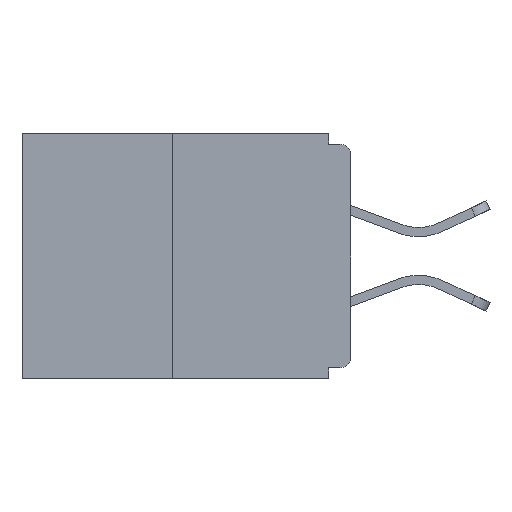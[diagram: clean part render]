
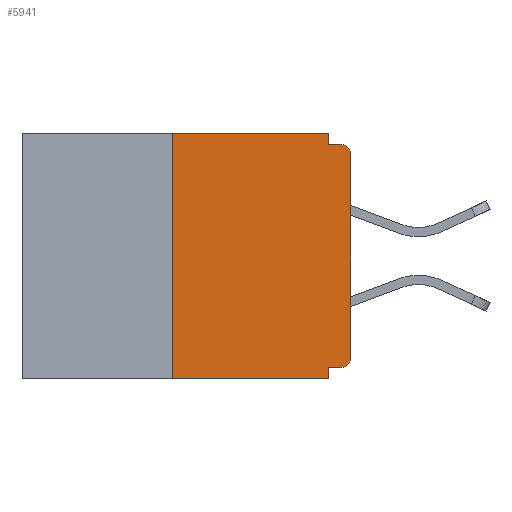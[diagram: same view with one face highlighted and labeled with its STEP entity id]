
A CAD part, left-side view. The second image highlights one B-rep face of the part: STEP entity #5941.
In plain terms, the highlighted planar face has unit normal (-1, 0, 0).
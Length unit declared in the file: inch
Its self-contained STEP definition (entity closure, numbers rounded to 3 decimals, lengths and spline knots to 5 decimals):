
#64 = LINE ( 'NONE', #8642, #11577 ) ;
#442 = VERTEX_POINT ( 'NONE', #7767 ) ;
#546 = ORIENTED_EDGE ( 'NONE', *, *, #8817, .T. ) ;
#552 = CIRCLE ( 'NONE', #10621, 0.015 ) ;
#588 = LINE ( 'NONE', #5027, #7751 ) ;
#602 = LINE ( 'NONE', #10402, #4377 ) ;
#1074 = DIRECTION ( 'NONE',  ( 1., 0., 0. ) ) ;
#1173 = VECTOR ( 'NONE', #5279, 39.37008 ) ;
#1277 = CARTESIAN_POINT ( 'NONE',  ( 0., 0.031, 0. ) ) ;
#1410 = CARTESIAN_POINT ( 'NONE',  ( 0., 0., -0.328 ) ) ;
#1494 = CARTESIAN_POINT ( 'NONE',  ( 0., 0.031, -0.343 ) ) ;
#1760 = DIRECTION ( 'NONE',  ( 0., 0., 1. ) ) ;
#2084 = FACE_OUTER_BOUND ( 'NONE', #8939, .T. ) ;
#2259 = ORIENTED_EDGE ( 'NONE', *, *, #2605, .F. ) ;
#2287 = DIRECTION ( 'NONE',  ( 0., -1., 0. ) ) ;
#2296 = ORIENTED_EDGE ( 'NONE', *, *, #8775, .F. ) ;
#2357 = VERTEX_POINT ( 'NONE', #4806 ) ;
#2474 = EDGE_CURVE ( 'NONE', #4189, #9736, #588, .T. ) ;
#2605 = EDGE_CURVE ( 'NONE', #2357, #4318, #9762, .T. ) ;
#3020 = DIRECTION ( 'NONE',  ( 0., 0., 1. ) ) ;
#3066 = DIRECTION ( 'NONE',  ( 0., -1., 0. ) ) ;
#3188 = LINE ( 'NONE', #11941, #9738 ) ;
#3521 = ORIENTED_EDGE ( 'NONE', *, *, #7189, .T. ) ;
#3569 = VERTEX_POINT ( 'NONE', #4991 ) ;
#3599 = CARTESIAN_POINT ( 'NONE',  ( 0., 0.031, -0.015 ) ) ;
#3609 = DIRECTION ( 'NONE',  ( 0., 0., -1. ) ) ;
#3879 = CARTESIAN_POINT ( 'NONE',  ( 0., 0.46, 0. ) ) ;
#3960 = CARTESIAN_POINT ( 'NONE',  ( 0., 0.46, -0.343 ) ) ;
#4189 = VERTEX_POINT ( 'NONE', #11594 ) ;
#4318 = VERTEX_POINT ( 'NONE', #5187 ) ;
#4323 = CARTESIAN_POINT ( 'NONE',  ( 0., 0., -0.03 ) ) ;
#4349 = VERTEX_POINT ( 'NONE', #4323 ) ;
#4377 = VECTOR ( 'NONE', #3020, 39.37008 ) ;
#4575 = CARTESIAN_POINT ( 'NONE',  ( 0., 0.031, 0. ) ) ;
#4806 = CARTESIAN_POINT ( 'NONE',  ( 0., 0.031, -0.328 ) ) ;
#4847 = VECTOR ( 'NONE', #5473, 39.37008 ) ;
#4991 = CARTESIAN_POINT ( 'NONE',  ( 0., 0., -0.313 ) ) ;
#4996 = DIRECTION ( 'NONE',  ( 0., -1., 0. ) ) ;
#5027 = CARTESIAN_POINT ( 'NONE',  ( 0., 0.46, 0. ) ) ;
#5138 = EDGE_CURVE ( 'NONE', #7087, #442, #64, .T. ) ;
#5187 = CARTESIAN_POINT ( 'NONE',  ( 0., 0.031, -0.343 ) ) ;
#5255 = CIRCLE ( 'NONE', #6849, 0.015 ) ;
#5274 = AXIS2_PLACEMENT_3D ( 'NONE', #3879, #1074, #5787 ) ;
#5279 = DIRECTION ( 'NONE',  ( 0., 0., -1. ) ) ;
#5473 = DIRECTION ( 'NONE',  ( 0., 0., -1. ) ) ;
#5474 = DIRECTION ( 'NONE',  ( -1., 0., 0. ) ) ;
#5561 = ORIENTED_EDGE ( 'NONE', *, *, #9336, .T. ) ;
#5653 = VECTOR ( 'NONE', #9800, 39.37008 ) ;
#5786 = ORIENTED_EDGE ( 'NONE', *, *, #9575, .F. ) ;
#5787 = DIRECTION ( 'NONE',  ( 0., 0., -1. ) ) ;
#5941 = ADVANCED_FACE ( 'NONE', ( #2084 ), #6682, .F. ) ;
#6682 = PLANE ( 'NONE',  #5274 ) ;
#6837 = ORIENTED_EDGE ( 'NONE', *, *, #10124, .F. ) ;
#6849 = AXIS2_PLACEMENT_3D ( 'NONE', #8121, #7275, #8163 ) ;
#6932 = EDGE_CURVE ( 'NONE', #4349, #442, #5255, .T. ) ;
#7087 = VERTEX_POINT ( 'NONE', #3599 ) ;
#7189 = EDGE_CURVE ( 'NONE', #7576, #4318, #11382, .T. ) ;
#7275 = DIRECTION ( 'NONE',  ( -1., 0., 0. ) ) ;
#7346 = LINE ( 'NONE', #4575, #4847 ) ;
#7576 = VERTEX_POINT ( 'NONE', #10296 ) ;
#7673 = ORIENTED_EDGE ( 'NONE', *, *, #2474, .F. ) ;
#7749 = VERTEX_POINT ( 'NONE', #9545 ) ;
#7751 = VECTOR ( 'NONE', #2287, 39.37008 ) ;
#7767 = CARTESIAN_POINT ( 'NONE',  ( 0., 0.015, -0.015 ) ) ;
#8121 = CARTESIAN_POINT ( 'NONE',  ( 0., 0.015, -0.03 ) ) ;
#8163 = DIRECTION ( 'NONE',  ( 0., 0., -1. ) ) ;
#8642 = CARTESIAN_POINT ( 'NONE',  ( 0., 0., -0.015 ) ) ;
#8775 = EDGE_CURVE ( 'NONE', #7749, #2357, #12073, .T. ) ;
#8817 = EDGE_CURVE ( 'NONE', #7749, #3569, #552, .T. ) ;
#8939 = EDGE_LOOP ( 'NONE', ( #7673, #6837, #3521, #2259, #2296, #546, #5561, #11210, #10326, #5786 ) ) ;
#9184 = CARTESIAN_POINT ( 'NONE',  ( 0., 0.015, -0.313 ) ) ;
#9336 = EDGE_CURVE ( 'NONE', #3569, #4349, #3188, .T. ) ;
#9545 = CARTESIAN_POINT ( 'NONE',  ( 0., 0.015, -0.328 ) ) ;
#9575 = EDGE_CURVE ( 'NONE', #9736, #7087, #7346, .T. ) ;
#9736 = VERTEX_POINT ( 'NONE', #1277 ) ;
#9738 = VECTOR ( 'NONE', #1760, 39.37008 ) ;
#9762 = LINE ( 'NONE', #1494, #1173 ) ;
#9800 = DIRECTION ( 'NONE',  ( 0., 1., 0. ) ) ;
#10124 = EDGE_CURVE ( 'NONE', #7576, #4189, #602, .T. ) ;
#10296 = CARTESIAN_POINT ( 'NONE',  ( 0., 0.25, -0.343 ) ) ;
#10326 = ORIENTED_EDGE ( 'NONE', *, *, #5138, .F. ) ;
#10402 = CARTESIAN_POINT ( 'NONE',  ( 0., 0.25, 0. ) ) ;
#10621 = AXIS2_PLACEMENT_3D ( 'NONE', #9184, #5474, #3609 ) ;
#11210 = ORIENTED_EDGE ( 'NONE', *, *, #6932, .T. ) ;
#11220 = VECTOR ( 'NONE', #4996, 39.37008 ) ;
#11382 = LINE ( 'NONE', #3960, #11220 ) ;
#11577 = VECTOR ( 'NONE', #3066, 39.37008 ) ;
#11594 = CARTESIAN_POINT ( 'NONE',  ( 0., 0.25, 0. ) ) ;
#11941 = CARTESIAN_POINT ( 'NONE',  ( 0., 0., 0. ) ) ;
#12073 = LINE ( 'NONE', #1410, #5653 ) ;
